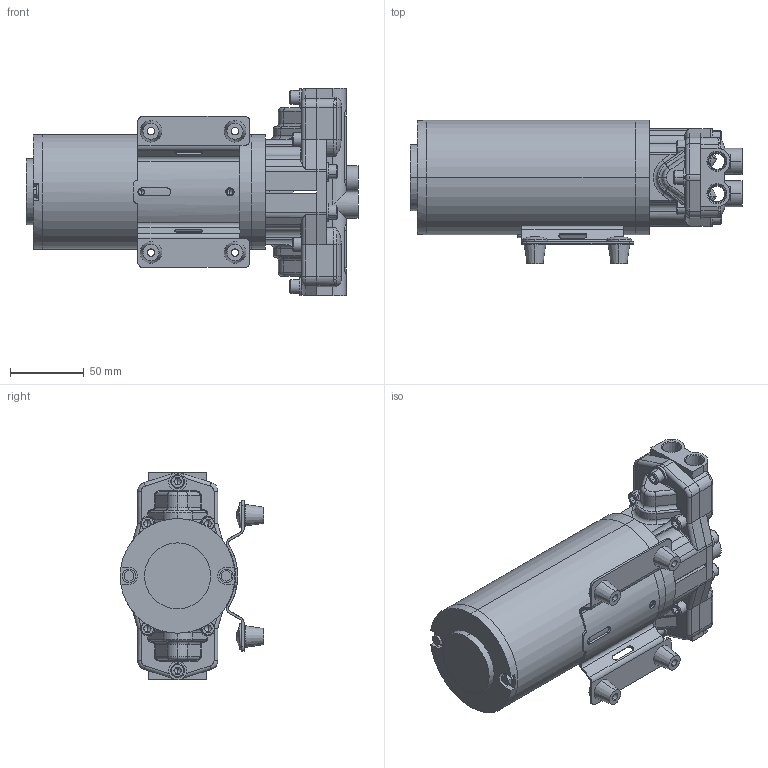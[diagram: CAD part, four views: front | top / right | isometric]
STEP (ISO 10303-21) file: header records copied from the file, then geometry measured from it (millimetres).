
FILE_DESCRIPTION (( 'STEP AP203' ), '1' );
FILE_NAME ('116C-M8215.STEP', '2020-08-07T12:15:50', ( '' ), ( '' ), 'SwSTEP 2.0', 'SolidWorks 2018', '' );
FILE_SCHEMA (( 'CONFIG_CONTROL_DESIGN' ));
Products named in the file (1): 116C-M8215
Bounding box: 225.87 x 97.56 x 141.29 mm (x, y, z)
Volume: 992373.7 mm3; surface area: 209405.9 mm2
Topology: 26 solids, 83 shells, 2891 faces, 7522 edges, 4960 vertices
Faces by surface type: plane 1669, bspline 617, cylinder 407, cone 134, torus 56, sphere 8
Entity records: 123129 total; most frequent: CARTESIAN_POINT 56359, ORIENTED_EDGE 14932, DIRECTION 11500, EDGE_CURVE 7466, VERTEX_POINT 4960, VECTOR 4838, LINE 4838, AXIS2_PLACEMENT_3D 3331
